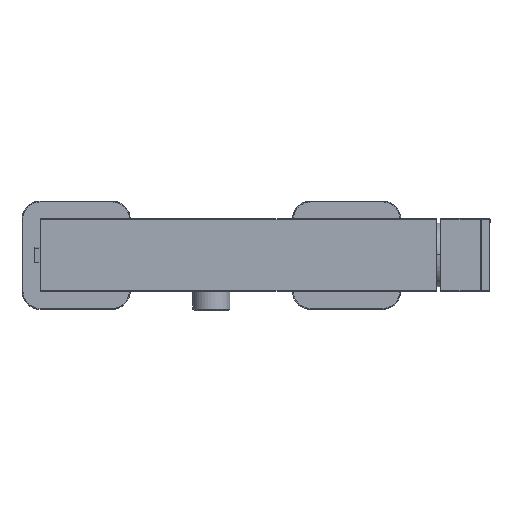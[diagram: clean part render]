
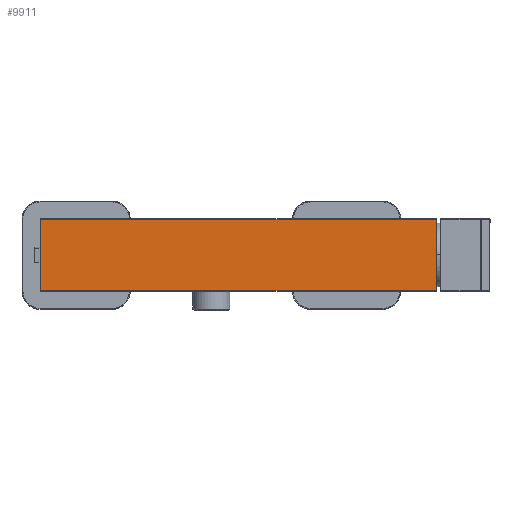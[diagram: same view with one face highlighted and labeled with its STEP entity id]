
A CAD part, top view. The second image highlights one B-rep face of the part: STEP entity #9911.
In plain terms, the highlighted face is planar.
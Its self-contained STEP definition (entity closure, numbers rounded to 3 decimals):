
#362 = CARTESIAN_POINT ( 'NONE',  ( 220., -20., 19.75 ) ) ;
#540 = VERTEX_POINT ( 'NONE', #2099 ) ;
#1705 = DIRECTION ( 'NONE',  ( -1., 0., 0. ) ) ;
#1888 = PLANE ( 'NONE',  #2901 ) ;
#2047 = EDGE_CURVE ( 'NONE', #540, #8995, #4133, .T. ) ;
#2099 = CARTESIAN_POINT ( 'NONE',  ( 219.75, -20., -19.75 ) ) ;
#2140 = LINE ( 'NONE', #9109, #8871 ) ;
#2526 = DIRECTION ( 'NONE',  ( 1., 0., 0. ) ) ;
#2901 = AXIS2_PLACEMENT_3D ( 'NONE', #6719, #4983, #8068 ) ;
#3077 = VECTOR ( 'NONE', #2526, 1000. ) ;
#3690 = DIRECTION ( 'NONE',  ( 0., 0., -1. ) ) ;
#3860 = LINE ( 'NONE', #6974, #4101 ) ;
#4101 = VECTOR ( 'NONE', #8578, 1000. ) ;
#4133 = LINE ( 'NONE', #5568, #9949 ) ;
#4614 = EDGE_LOOP ( 'NONE', ( #5706, #8297, #5844, #6550 ) ) ;
#4713 = CARTESIAN_POINT ( 'NONE',  ( 0.25, -20., -19.75 ) ) ;
#4873 = EDGE_CURVE ( 'NONE', #8995, #8288, #3860, .T. ) ;
#4983 = DIRECTION ( 'NONE',  ( 0., 1., 0. ) ) ;
#5568 = CARTESIAN_POINT ( 'NONE',  ( 220., -20., -19.75 ) ) ;
#5706 = ORIENTED_EDGE ( 'NONE', *, *, #9279, .F. ) ;
#5844 = ORIENTED_EDGE ( 'NONE', *, *, #4873, .F. ) ;
#6050 = CARTESIAN_POINT ( 'NONE',  ( 219.75, -20., 19.75 ) ) ;
#6550 = ORIENTED_EDGE ( 'NONE', *, *, #2047, .F. ) ;
#6668 = FACE_OUTER_BOUND ( 'NONE', #4614, .T. ) ;
#6719 = CARTESIAN_POINT ( 'NONE',  ( 220., -20., 20. ) ) ;
#6731 = CARTESIAN_POINT ( 'NONE',  ( 0.25, -20., 19.75 ) ) ;
#6974 = CARTESIAN_POINT ( 'NONE',  ( 0.25, -20., 20. ) ) ;
#7786 = EDGE_CURVE ( 'NONE', #8288, #9266, #7957, .T. ) ;
#7957 = LINE ( 'NONE', #362, #3077 ) ;
#8068 = DIRECTION ( 'NONE',  ( 0., 0., 1. ) ) ;
#8288 = VERTEX_POINT ( 'NONE', #6731 ) ;
#8297 = ORIENTED_EDGE ( 'NONE', *, *, #7786, .F. ) ;
#8578 = DIRECTION ( 'NONE',  ( 0., 0., 1. ) ) ;
#8871 = VECTOR ( 'NONE', #3690, 1000. ) ;
#8995 = VERTEX_POINT ( 'NONE', #4713 ) ;
#9109 = CARTESIAN_POINT ( 'NONE',  ( 219.75, -20., 20. ) ) ;
#9266 = VERTEX_POINT ( 'NONE', #6050 ) ;
#9279 = EDGE_CURVE ( 'NONE', #9266, #540, #2140, .T. ) ;
#9911 = ADVANCED_FACE ( 'NONE', ( #6668 ), #1888, .F. ) ;
#9949 = VECTOR ( 'NONE', #1705, 1000. ) ;
